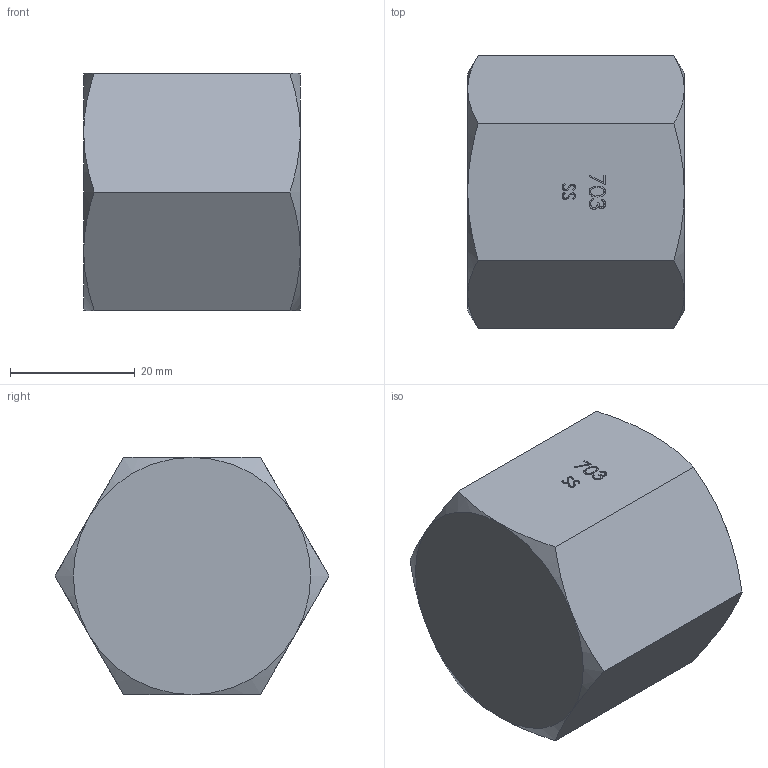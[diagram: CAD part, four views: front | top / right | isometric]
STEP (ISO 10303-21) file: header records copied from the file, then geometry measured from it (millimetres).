
FILE_DESCRIPTION (( 'STEP AP214' ), '1' );
FILE_NAME ('AD-703FSS-BL.STEP', '2018-05-02T13:06:13', ( 'Accounteks' ), ( '' ), 'SwSTEP 2.0', 'SolidWorks 2012', '' );
FILE_SCHEMA (( 'AUTOMOTIVE_DESIGN' ));
Length unit declared in the file: inch
Products named in the file (1): AD-703FSS-BL
Bounding box: 34.8 x 43.99 x 38.1 mm (x, y, z)
Volume: 30392.3 mm3; surface area: 9889.9 mm2
Topology: 1 solids, 1 shells, 124 faces, 328 edges, 212 vertices
Faces by surface type: bspline 56, plane 28, cone 20, cylinder 20
Entity records: 12741 total; most frequent: CARTESIAN_POINT 10137, ORIENTED_EDGE 652, EDGE_CURVE 326, DIRECTION 313, VERTEX_POINT 212, B_SPLINE_CURVE_WITH_KNOTS 176, EDGE_LOOP 132, LINE 125
